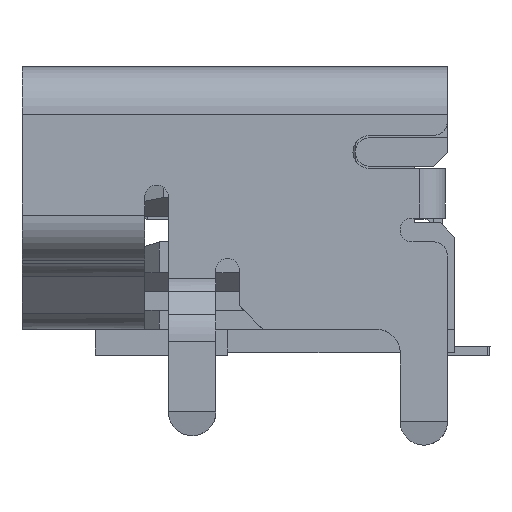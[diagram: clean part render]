
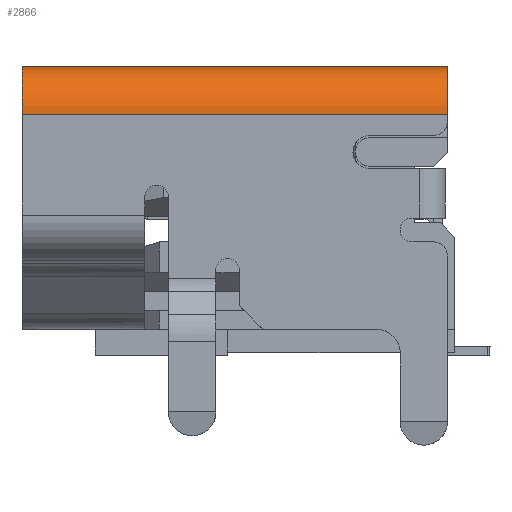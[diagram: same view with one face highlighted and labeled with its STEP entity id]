
A CAD part, front view. The second image highlights one B-rep face of the part: STEP entity #2866.
In plain terms, the highlighted cylindrical face has radius 1 mm (diameter 2 mm), a partial arc.
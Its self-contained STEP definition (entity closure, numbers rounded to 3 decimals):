
#427=CYLINDRICAL_SURFACE('',#45514,1.);
#989=CIRCLE('',#44720,1.);
#1167=CIRCLE('',#45513,1.);
#2866=ADVANCED_FACE('0024-HDMI.1\\NAUO16\\IMPORTED1',(#6631),#427,.T.);
#6631=FACE_OUTER_BOUND('',#8808,.T.);
#8808=EDGE_LOOP('',(#18175,#18176,#18177,#18178));
#18175=ORIENTED_EDGE('',*,*,#29170,.F.);
#18176=ORIENTED_EDGE('',*,*,#30996,.F.);
#18177=ORIENTED_EDGE('',*,*,#30997,.F.);
#18178=ORIENTED_EDGE('',*,*,#30939,.T.);
#24266=VERTEX_POINT('',#63534);
#24267=VERTEX_POINT('',#63536);
#25392=VERTEX_POINT('',#67106);
#25431=VERTEX_POINT('',#67244);
#29170=EDGE_CURVE('GENERATED CIRCLE',#24266,#24267,#989,.T.);
#30939=EDGE_CURVE('LINE',#25392,#24267,#36870,.T.);
#30996=EDGE_CURVE('LINE',#25431,#24266,#36912,.T.);
#30997=EDGE_CURVE('GENERATED CIRCLE',#25392,#25431,#1167,.T.);
#36870=LINE('',#67105,#42371);
#36912=LINE('',#67243,#42413);
#42371=VECTOR('',#54237,1.);
#42413=VECTOR('',#54333,1.);
#44720=AXIS2_PLACEMENT_3D('',#63535,#51110,#51111);
#45513=AXIS2_PLACEMENT_3D('',#67245,#54334,#54335);
#45514=AXIS2_PLACEMENT_3D('',#67246,#54336,#54337);
#51110=DIRECTION('',(1.,0.,0.));
#51111=DIRECTION('',(0.,0.,1.));
#54237=DIRECTION('',(1.,0.,0.));
#54333=DIRECTION('',(1.,0.,0.));
#54334=DIRECTION('',(-1.,0.,0.));
#54335=DIRECTION('',(0.,0.,1.));
#54336=DIRECTION('',(-1.,0.,0.));
#54337=DIRECTION('',(0.,-1.,0.));
#63534=CARTESIAN_POINT('',(-164.,-232.8,-411.3));
#63535=CARTESIAN_POINT('',(-164.,-232.8,-412.3));
#63536=CARTESIAN_POINT('',(-164.,-233.8,-412.3));
#67105=CARTESIAN_POINT('',(-168.5,-233.8,-412.3));
#67106=CARTESIAN_POINT('',(-173.,-233.8,-412.3));
#67243=CARTESIAN_POINT('',(-164.,-232.8,-411.3));
#67244=CARTESIAN_POINT('',(-173.,-232.8,-411.3));
#67245=CARTESIAN_POINT('',(-173.,-232.8,-412.3));
#67246=CARTESIAN_POINT('',(-164.,-232.8,-412.3));
